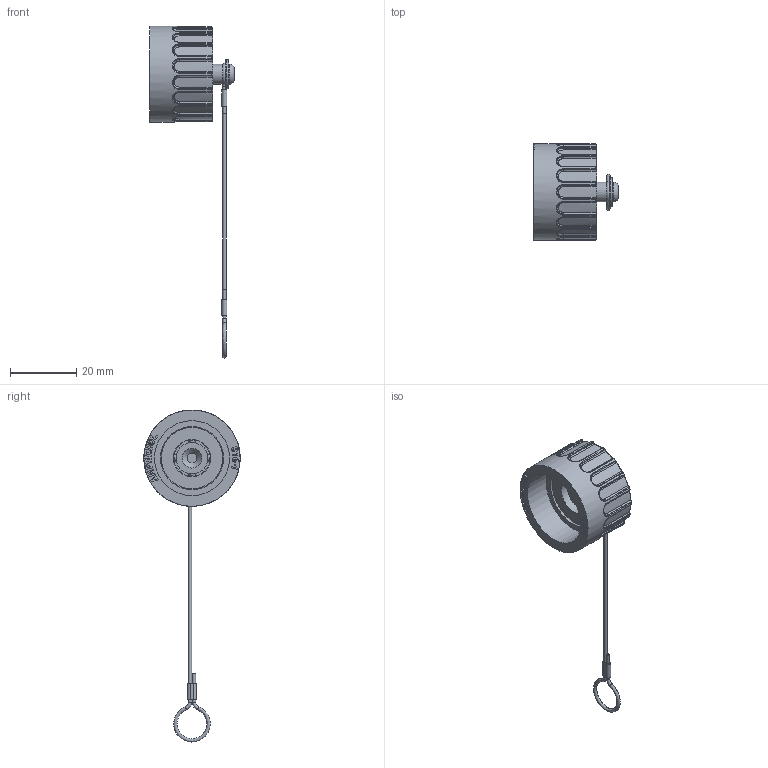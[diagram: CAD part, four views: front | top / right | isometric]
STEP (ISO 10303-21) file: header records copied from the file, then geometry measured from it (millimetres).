
FILE_DESCRIPTION(/* description */ (''),/* implementation_level */ '2;1');
FILE_NAME(/* name */ 't 6482 001nxc001-02.stp',/* time_stamp */ '2019-07-08T18:22:34+02:00',/* author */ (''),/* organization */ (''),/* preprocessor_version */ 'ST-DEVELOPER v16.7',/* originating_system */ 'SIEMENS PLM Software NX 12.0',/* authorisation */ '');
FILE_SCHEMA (('AUTOMOTIVE_DESIGN { 1 0 10303 214 3 1 1 1 }'));
Length unit declared in the file: millimetre
Products named in the file (1): t 6482 001nxc001-02
Bounding box: 25.5 x 29 x 100 mm (x, y, z)
Volume: 7364.6 mm3; surface area: 5874.4 mm2
Topology: 1 solids, 1 shells, 620 faces, 1519 edges, 933 vertices
Faces by surface type: bspline 263, plane 201, cylinder 141, cone 11, torus 4
Full cylindrical faces by diameter (mm): 0.48 x1, 1 x2, 3 x1, 4 x1, 4.3 x1, 6 x2, 8.8 x1, 11 x1, 13.5 x1, 18.5 x1, 20.5 x1, 21.8 x1, 22.6 x2, 25 x1, 29 x1
Entity records: 23650 total; most frequent: CARTESIAN_POINT 10290, ORIENTED_EDGE 2954, DIRECTION 2519, EDGE_CURVE 1477, AXIS2_PLACEMENT_3D 970, VERTEX_POINT 927, EDGE_LOOP 694, ADVANCED_FACE 620
